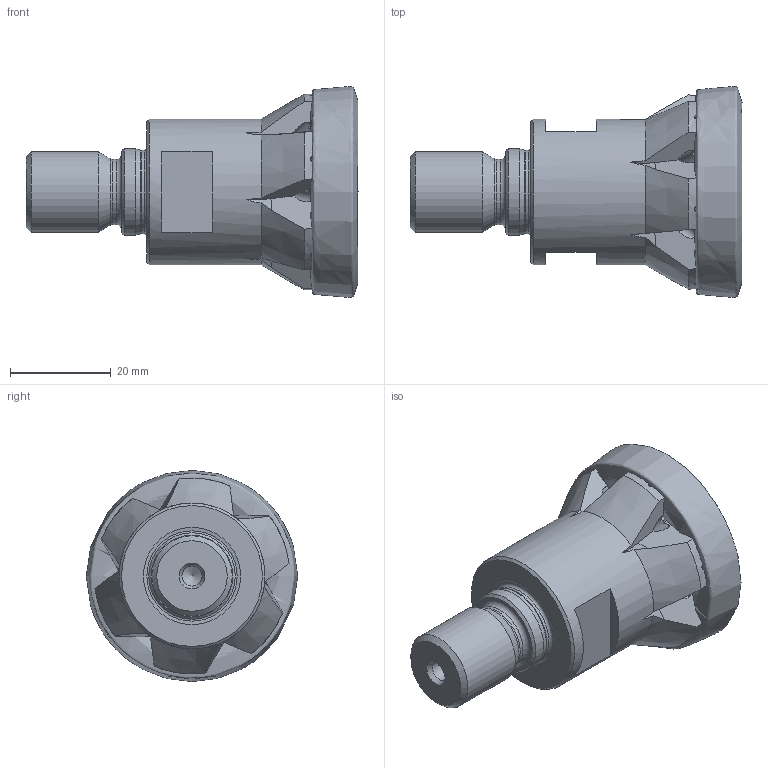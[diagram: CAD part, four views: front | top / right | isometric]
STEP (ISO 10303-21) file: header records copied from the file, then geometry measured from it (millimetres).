
FILE_DESCRIPTION (( 'STEP AP214' ), '1' );
FILE_NAME ('ESF-42-M16-542-6.STEP', '2013-09-19T11:59:34', ( '' ), ( '' ), 'SwSTEP 2.0', 'SolidWorks 2013', '' );
FILE_SCHEMA (( 'AUTOMOTIVE_DESIGN' ));
Length unit declared in the file: millimetre
Products named in the file (1): ESF-42-M16-542-6
Bounding box: 66 x 41.99 x 41.99 mm (x, y, z)
Volume: 37456.9 mm3; surface area: 9890.5 mm2
Topology: 1 solids, 1 shells, 164 faces, 493 edges, 319 vertices
Faces by surface type: plane 107, cylinder 24, cone 16, bspline 13, torus 4
Full cylindrical faces by diameter (mm): 2.5 x6, 4 x1, 13 x1, 16 x1, 16.6 x1, 17.2 x1, 29 x1
Entity records: 7337 total; most frequent: CARTESIAN_POINT 3605, ORIENTED_EDGE 898, DIRECTION 565, EDGE_CURVE 449, VERTEX_POINT 306, AXIS2_PLACEMENT_3D 224, B_SPLINE_CURVE_WITH_KNOTS 205, EDGE_LOOP 205
